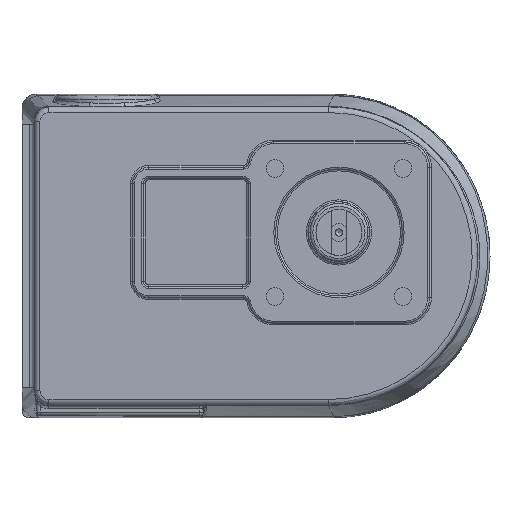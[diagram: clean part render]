
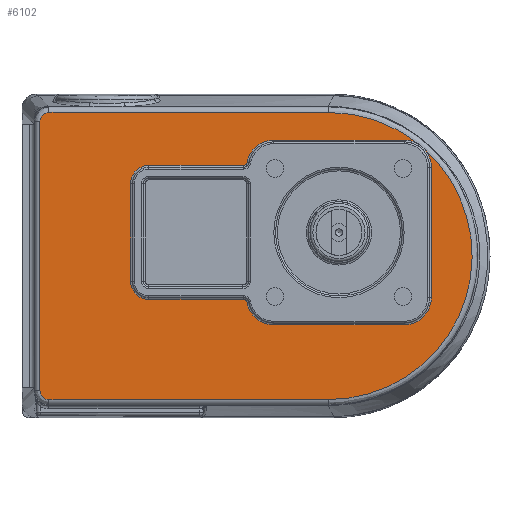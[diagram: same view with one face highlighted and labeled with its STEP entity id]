
A CAD part, front view. The second image highlights one B-rep face of the part: STEP entity #6102.
In plain terms, the highlighted planar face has unit normal (0, -1, 0).
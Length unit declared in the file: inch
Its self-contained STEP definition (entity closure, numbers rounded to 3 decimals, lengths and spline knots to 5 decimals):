
#301=CIRCLE('',#6594,0.03937);
#304=CIRCLE('',#6599,0.19685);
#308=CIRCLE('',#6605,0.19685);
#312=CIRCLE('',#6611,0.03937);
#315=CIRCLE('',#6615,0.29528);
#319=CIRCLE('',#6621,0.29528);
#324=CIRCLE('',#6627,0.29528);
#327=CIRCLE('',#6632,0.29528);
#330=CIRCLE('',#6637,0.29528);
#956=FACE_OUTER_BOUND('',#1362,.T.);
#1362=EDGE_LOOP('',(#4760,#4761,#4762,#4763,#4764,#4765,#4766,#4767,#4768,
#4769,#4770,#4771,#4772,#4773,#4774,#4775,#4776,#4777,#4778,#4779,#4780,
#4781));
#1567=ELLIPSE('',#6652,1.5602,1.55996);
#1568=ELLIPSE('',#6655,1.56021,1.55997);
#1573=ELLIPSE('',#6806,0.0992,0.09843);
#1574=ELLIPSE('',#6807,0.0992,0.09843);
#1715=LINE('',#12664,#2079);
#1717=LINE('',#12676,#2081);
#1719=LINE('',#12688,#2083);
#1721=LINE('',#12706,#2085);
#1723=LINE('',#12755,#2087);
#1725=LINE('',#12767,#2089);
#1780=LINE('',#13369,#2144);
#1782=LINE('',#13376,#2146);
#1784=LINE('',#13469,#2148);
#2079=VECTOR('',#7664,0.3937);
#2081=VECTOR('',#7678,0.3937);
#2083=VECTOR('',#7692,0.3937);
#2085=VECTOR('',#7714,0.3937);
#2087=VECTOR('',#7738,0.3937);
#2089=VECTOR('',#7752,0.3937);
#2144=VECTOR('',#8131,0.3937);
#2146=VECTOR('',#8139,0.3937);
#2148=VECTOR('',#8153,0.3937);
#2567=VERTEX_POINT('',#12652);
#2570=VERTEX_POINT('',#12657);
#2572=VERTEX_POINT('',#12662);
#2574=VERTEX_POINT('',#12668);
#2576=VERTEX_POINT('',#12674);
#2578=VERTEX_POINT('',#12680);
#2580=VERTEX_POINT('',#12686);
#2582=VERTEX_POINT('',#12692);
#2584=VERTEX_POINT('',#12698);
#2586=VERTEX_POINT('',#12704);
#2588=VERTEX_POINT('',#12710);
#2590=VERTEX_POINT('',#12735);
#2592=VERTEX_POINT('',#12748);
#2594=VERTEX_POINT('',#12753);
#2596=VERTEX_POINT('',#12759);
#2598=VERTEX_POINT('',#12765);
#2608=VERTEX_POINT('',#12856);
#2610=VERTEX_POINT('',#12870);
#2673=VERTEX_POINT('',#13368);
#2675=VERTEX_POINT('',#13374);
#2676=VERTEX_POINT('',#13466);
#2677=VERTEX_POINT('',#13468);
#3220=EDGE_CURVE('',#2570,#2567,#301,.T.);
#3222=EDGE_CURVE('',#2572,#2570,#1715,.T.);
#3225=EDGE_CURVE('',#2574,#2572,#304,.T.);
#3228=EDGE_CURVE('',#2576,#2574,#1717,.T.);
#3231=EDGE_CURVE('',#2578,#2576,#308,.T.);
#3234=EDGE_CURVE('',#2580,#2578,#1719,.T.);
#3237=EDGE_CURVE('',#2582,#2580,#312,.T.);
#3240=EDGE_CURVE('',#2584,#2582,#315,.T.);
#3243=EDGE_CURVE('',#2586,#2584,#1721,.T.);
#3246=EDGE_CURVE('',#2588,#2586,#319,.T.);
#3253=EDGE_CURVE('',#2592,#2590,#324,.T.);
#3255=EDGE_CURVE('',#2594,#2592,#1723,.T.);
#3258=EDGE_CURVE('',#2596,#2594,#327,.T.);
#3261=EDGE_CURVE('',#2598,#2596,#1725,.T.);
#3263=EDGE_CURVE('',#2567,#2598,#330,.T.);
#3282=EDGE_CURVE('',#2590,#2608,#1567,.T.);
#3286=EDGE_CURVE('',#2610,#2588,#1568,.T.);
#3408=EDGE_CURVE('',#2608,#2673,#1780,.T.);
#3412=EDGE_CURVE('',#2675,#2610,#1782,.T.);
#3416=EDGE_CURVE('',#2676,#2675,#1573,.T.);
#3417=EDGE_CURVE('',#2677,#2676,#1784,.T.);
#3418=EDGE_CURVE('',#2673,#2677,#1574,.T.);
#4760=ORIENTED_EDGE('',*,*,#3246,.F.);
#4761=ORIENTED_EDGE('',*,*,#3286,.F.);
#4762=ORIENTED_EDGE('',*,*,#3412,.F.);
#4763=ORIENTED_EDGE('',*,*,#3416,.F.);
#4764=ORIENTED_EDGE('',*,*,#3417,.F.);
#4765=ORIENTED_EDGE('',*,*,#3418,.F.);
#4766=ORIENTED_EDGE('',*,*,#3408,.F.);
#4767=ORIENTED_EDGE('',*,*,#3282,.F.);
#4768=ORIENTED_EDGE('',*,*,#3253,.F.);
#4769=ORIENTED_EDGE('',*,*,#3255,.F.);
#4770=ORIENTED_EDGE('',*,*,#3258,.F.);
#4771=ORIENTED_EDGE('',*,*,#3261,.F.);
#4772=ORIENTED_EDGE('',*,*,#3263,.F.);
#4773=ORIENTED_EDGE('',*,*,#3220,.F.);
#4774=ORIENTED_EDGE('',*,*,#3222,.F.);
#4775=ORIENTED_EDGE('',*,*,#3225,.F.);
#4776=ORIENTED_EDGE('',*,*,#3228,.F.);
#4777=ORIENTED_EDGE('',*,*,#3231,.F.);
#4778=ORIENTED_EDGE('',*,*,#3234,.F.);
#4779=ORIENTED_EDGE('',*,*,#3237,.F.);
#4780=ORIENTED_EDGE('',*,*,#3240,.F.);
#4781=ORIENTED_EDGE('',*,*,#3243,.F.);
#5430=PLANE('',#6805);
#6102=ADVANCED_FACE('',(#956),#5430,.T.);
#6594=AXIS2_PLACEMENT_3D('',#12659,#7658,#7659);
#6599=AXIS2_PLACEMENT_3D('',#12670,#7670,#7671);
#6605=AXIS2_PLACEMENT_3D('',#12682,#7684,#7685);
#6611=AXIS2_PLACEMENT_3D('',#12694,#7698,#7699);
#6615=AXIS2_PLACEMENT_3D('',#12700,#7706,#7707);
#6621=AXIS2_PLACEMENT_3D('',#12712,#7720,#7721);
#6627=AXIS2_PLACEMENT_3D('',#12750,#7732,#7733);
#6632=AXIS2_PLACEMENT_3D('',#12761,#7744,#7745);
#6637=AXIS2_PLACEMENT_3D('',#12770,#7756,#7757);
#6652=AXIS2_PLACEMENT_3D('',#12857,#7798,#7799);
#6655=AXIS2_PLACEMENT_3D('',#12872,#7804,#7805);
#6805=AXIS2_PLACEMENT_3D('',#13465,#8149,#8150);
#6806=AXIS2_PLACEMENT_3D('',#13467,#8151,#8152);
#6807=AXIS2_PLACEMENT_3D('',#13470,#8154,#8155);
#7658=DIRECTION('center_axis',(0.,1.,0.));
#7659=DIRECTION('ref_axis',(0.642,0.,0.767));
#7664=DIRECTION('',(1.,0.,0.));
#7670=DIRECTION('center_axis',(0.,-1.,0.));
#7671=DIRECTION('ref_axis',(-0.707,0.,-0.707));
#7678=DIRECTION('',(0.,0.,-1.));
#7684=DIRECTION('center_axis',(0.,-1.,0.));
#7685=DIRECTION('ref_axis',(-0.707,0.,0.707));
#7692=DIRECTION('',(-1.,0.,0.));
#7698=DIRECTION('center_axis',(0.,1.,0.));
#7699=DIRECTION('ref_axis',(0.642,0.,-0.767));
#7706=DIRECTION('center_axis',(0.,-1.,0.));
#7707=DIRECTION('ref_axis',(-0.642,0.,0.767));
#7714=DIRECTION('',(-1.,0.,0.));
#7720=DIRECTION('center_axis',(0.,-1.,0.));
#7721=DIRECTION('ref_axis',(0.707,0.,0.707));
#7732=DIRECTION('center_axis',(0.,-1.,0.));
#7733=DIRECTION('ref_axis',(0.707,0.,0.707));
#7738=DIRECTION('',(0.,0.,1.));
#7744=DIRECTION('center_axis',(0.,-1.,0.));
#7745=DIRECTION('ref_axis',(0.707,0.,-0.707));
#7752=DIRECTION('',(1.,0.,0.));
#7756=DIRECTION('center_axis',(0.,-1.,0.));
#7757=DIRECTION('ref_axis',(-0.642,0.,-0.767));
#7798=DIRECTION('center_axis',(0.,1.,0.));
#7799=DIRECTION('ref_axis',(0.,0.,
1.));
#7804=DIRECTION('center_axis',(0.,1.,0.));
#7805=DIRECTION('ref_axis',(0.008,0.,1.));
#8131=DIRECTION('',(-1.,0.,0.));
#8139=DIRECTION('',(1.,0.,0.));
#8149=DIRECTION('center_axis',(0.,-1.,0.));
#8150=DIRECTION('ref_axis',(0.,0.,-1.));
#8151=DIRECTION('center_axis',(0.,1.,0.));
#8152=DIRECTION('ref_axis',(-0.696,0.,0.718));
#8153=DIRECTION('',(0.,0.,1.));
#8154=DIRECTION('center_axis',(0.,1.,0.));
#8155=DIRECTION('ref_axis',(-0.696,0.,-0.718));
#12652=CARTESIAN_POINT('',(-1.09641,0.22015,-0.76077));
#12657=CARTESIAN_POINT('',(-1.13516,0.22015,-0.72835));
#12659=CARTESIAN_POINT('Origin',(-1.13516,0.22015,-0.76772));
#12662=CARTESIAN_POINT('',(-2.16403,0.22015,-0.72835));
#12664=CARTESIAN_POINT('',(-1.72323,0.22015,-0.72835));
#12668=CARTESIAN_POINT('',(-2.36088,0.22015,-0.5315));
#12670=CARTESIAN_POINT('Origin',(-2.16403,0.22015,-0.5315));
#12674=CARTESIAN_POINT('',(-2.36088,0.22015,0.5315));
#12676=CARTESIAN_POINT('',(-2.36088,0.22015,0.1378));
#12680=CARTESIAN_POINT('',(-2.16403,0.22015,0.72835));
#12682=CARTESIAN_POINT('Origin',(-2.16403,0.22015,0.5315));
#12686=CARTESIAN_POINT('',(-1.13516,0.22015,0.72835));
#12688=CARTESIAN_POINT('',(-1.20879,0.22015,0.72835));
#12692=CARTESIAN_POINT('',(-1.09641,0.22015,0.76077));
#12694=CARTESIAN_POINT('Origin',(-1.13516,0.22015,0.76772));
#12698=CARTESIAN_POINT('',(-0.80577,0.22015,1.00394));
#12700=CARTESIAN_POINT('Origin',(-0.80577,0.22015,0.70866));
#12704=CARTESIAN_POINT('',(0.61156,0.22015,1.00394));
#12706=CARTESIAN_POINT('',(-0.33544,0.22015,1.00394));
#12710=CARTESIAN_POINT('',(0.77393,0.22015,0.95529));
#12712=CARTESIAN_POINT('Origin',(0.61156,0.22015,0.70866));
#12735=CARTESIAN_POINT('',(0.82914,0.22015,0.90828));
#12748=CARTESIAN_POINT('',(0.90683,0.22015,0.70866));
#12750=CARTESIAN_POINT('Origin',(0.61156,0.22015,0.70866));
#12753=CARTESIAN_POINT('',(0.90683,0.22015,-0.70866));
#12755=CARTESIAN_POINT('',(0.90683,0.22015,-0.48228));
#12759=CARTESIAN_POINT('',(0.61156,0.22015,-1.00394));
#12761=CARTESIAN_POINT('Origin',(0.61156,0.22015,-0.70866));
#12765=CARTESIAN_POINT('',(-0.80577,0.22015,-1.00394));
#12767=CARTESIAN_POINT('',(-1.0441,0.22015,-1.00394));
#12770=CARTESIAN_POINT('Origin',(-0.80577,0.22015,-0.70866));
#12856=CARTESIAN_POINT('',(-0.20941,0.22015,-1.81611));
#12857=CARTESIAN_POINT('Origin',(-0.20941,0.22015,-0.25591));
#12870=CARTESIAN_POINT('',(-0.20941,0.22015,1.3043));
#12872=CARTESIAN_POINT('Origin',(-0.20942,0.22015,-0.25591));
#13368=CARTESIAN_POINT('',(-3.24862,0.22015,-1.81611));
#13369=CARTESIAN_POINT('',(-0.7435,0.22015,-1.81611));
#13374=CARTESIAN_POINT('',(-3.24862,0.22015,1.3043));
#13376=CARTESIAN_POINT('',(-2.3416,0.22015,1.3043));
#13465=CARTESIAN_POINT('Origin',(-1.28243,0.22015,-0.25591));
#13466=CARTESIAN_POINT('',(-3.34665,0.22015,1.20625));
#13467=CARTESIAN_POINT('Origin',(-3.24785,0.22015,1.20547));
#13468=CARTESIAN_POINT('',(-3.34665,0.22015,-1.71806));
#13469=CARTESIAN_POINT('',(-3.34665,0.22015,0.62402));
#13470=CARTESIAN_POINT('Origin',(-3.24785,0.22015,-1.71728));
